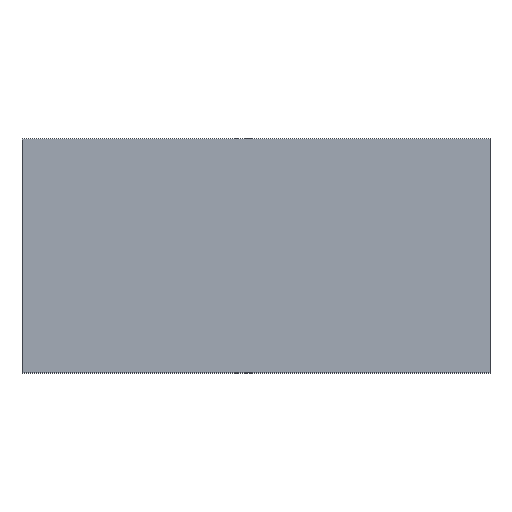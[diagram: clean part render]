
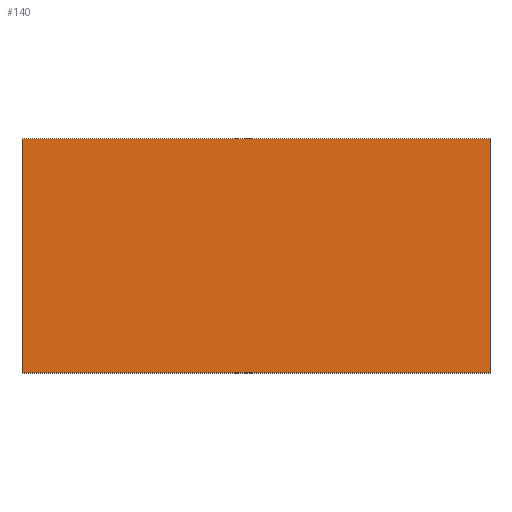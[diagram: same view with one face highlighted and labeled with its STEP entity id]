
A CAD part, top view. The second image highlights one B-rep face of the part: STEP entity #140.
In plain terms, the highlighted planar face has unit normal (0, 0, 1).
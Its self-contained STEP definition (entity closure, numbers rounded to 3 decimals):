
#6 = PLANE ( 'NONE',  #197 ) ;
#12 = VECTOR ( 'NONE', #150, 1000. ) ;
#17 = LINE ( 'NONE', #41, #19 ) ;
#19 = VECTOR ( 'NONE', #207, 1000. ) ;
#21 = DIRECTION ( 'NONE',  ( -1., 0., 0. ) ) ;
#23 = EDGE_CURVE ( 'NONE', #129, #77, #119, .T. ) ;
#24 = DIRECTION ( 'NONE',  ( 0., 0., -1. ) ) ;
#29 = CARTESIAN_POINT ( 'NONE',  ( -12.7, -6.35, 0.05 ) ) ;
#38 = EDGE_CURVE ( 'NONE', #50, #219, #64, .T. ) ;
#39 = CARTESIAN_POINT ( 'NONE',  ( 12.7, 6.35, 0.05 ) ) ;
#41 = CARTESIAN_POINT ( 'NONE',  ( -12.7, -6.35, 0.05 ) ) ;
#50 = VERTEX_POINT ( 'NONE', #39 ) ;
#52 = EDGE_CURVE ( 'NONE', #219, #129, #17, .T. ) ;
#64 = LINE ( 'NONE', #192, #224 ) ;
#65 = ORIENTED_EDGE ( 'NONE', *, *, #68, .T. ) ;
#68 = EDGE_CURVE ( 'NONE', #77, #50, #198, .T. ) ;
#77 = VERTEX_POINT ( 'NONE', #114 ) ;
#82 = ORIENTED_EDGE ( 'NONE', *, *, #38, .T. ) ;
#114 = CARTESIAN_POINT ( 'NONE',  ( 12.7, -6.35, 0.05 ) ) ;
#119 = LINE ( 'NONE', #176, #167 ) ;
#129 = VERTEX_POINT ( 'NONE', #29 ) ;
#135 = CARTESIAN_POINT ( 'NONE',  ( 0., 0., 0.05 ) ) ;
#140 = ADVANCED_FACE ( 'NONE', ( #214 ), #6, .F. ) ;
#150 = DIRECTION ( 'NONE',  ( 0., 1., 0. ) ) ;
#151 = DIRECTION ( 'NONE',  ( -1., 0., 0. ) ) ;
#167 = VECTOR ( 'NONE', #213, 1000. ) ;
#176 = CARTESIAN_POINT ( 'NONE',  ( -12.7, -6.35, 0.05 ) ) ;
#181 = CARTESIAN_POINT ( 'NONE',  ( -12.7, 6.35, 0.05 ) ) ;
#188 = CARTESIAN_POINT ( 'NONE',  ( 12.7, -6.35, 0.05 ) ) ;
#192 = CARTESIAN_POINT ( 'NONE',  ( -12.7, 6.35, 0.05 ) ) ;
#197 = AXIS2_PLACEMENT_3D ( 'NONE', #135, #24, #151 ) ;
#198 = LINE ( 'NONE', #188, #12 ) ;
#199 = ORIENTED_EDGE ( 'NONE', *, *, #52, .T. ) ;
#207 = DIRECTION ( 'NONE',  ( 0., -1., 0. ) ) ;
#213 = DIRECTION ( 'NONE',  ( 1., 0., 0. ) ) ;
#214 = FACE_OUTER_BOUND ( 'NONE', #234, .T. ) ;
#217 = ORIENTED_EDGE ( 'NONE', *, *, #23, .T. ) ;
#219 = VERTEX_POINT ( 'NONE', #181 ) ;
#224 = VECTOR ( 'NONE', #21, 1000. ) ;
#234 = EDGE_LOOP ( 'NONE', ( #65, #82, #199, #217 ) ) ;
